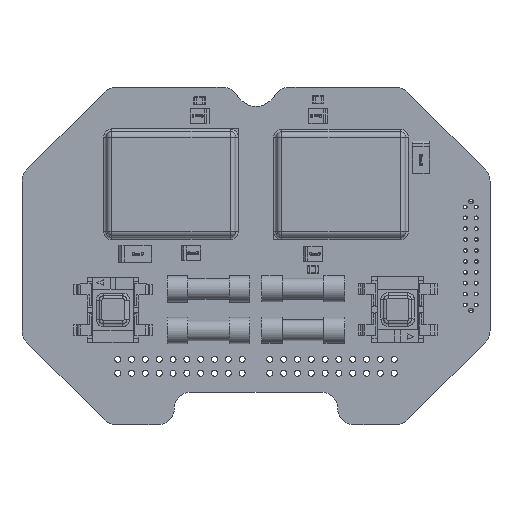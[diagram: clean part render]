
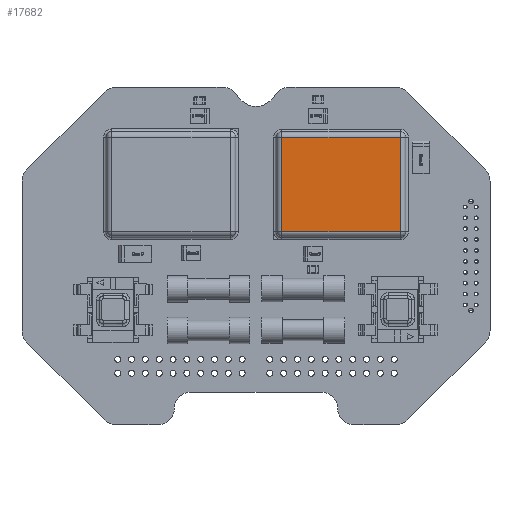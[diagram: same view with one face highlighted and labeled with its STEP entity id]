
A CAD part, top view. The second image highlights one B-rep face of the part: STEP entity #17682.
In plain terms, the highlighted face is planar.
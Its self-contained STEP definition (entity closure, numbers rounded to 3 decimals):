
#17682 = ADVANCED_FACE('',(#17683),#17717,.T.);
#17683 = FACE_BOUND('',#17684,.T.);
#17684 = EDGE_LOOP('',(#17685,#17695,#17703,#17711));
#17685 = ORIENTED_EDGE('',*,*,#17686,.T.);
#17686 = EDGE_CURVE('',#17687,#17689,#17691,.T.);
#17687 = VERTEX_POINT('',#17688);
#17688 = CARTESIAN_POINT('',(1.5,6.98,-1.5));
#17689 = VERTEX_POINT('',#17690);
#17690 = CARTESIAN_POINT('',(23.27,6.98,-1.5));
#17691 = LINE('',#17692,#17693);
#17692 = CARTESIAN_POINT('',(24.27,6.98,-1.5));
#17693 = VECTOR('',#17694,1.);
#17694 = DIRECTION('',(1.,0.,0.));
#17695 = ORIENTED_EDGE('',*,*,#17696,.T.);
#17696 = EDGE_CURVE('',#17689,#17697,#17699,.T.);
#17697 = VERTEX_POINT('',#17698);
#17698 = CARTESIAN_POINT('',(23.27,6.98,-18.82));
#17699 = LINE('',#17700,#17701);
#17700 = CARTESIAN_POINT('',(23.27,6.98,-19.82));
#17701 = VECTOR('',#17702,1.);
#17702 = DIRECTION('',(0.,0.,-1.));
#17703 = ORIENTED_EDGE('',*,*,#17704,.T.);
#17704 = EDGE_CURVE('',#17697,#17705,#17707,.T.);
#17705 = VERTEX_POINT('',#17706);
#17706 = CARTESIAN_POINT('',(1.5,6.98,-18.82));
#17707 = LINE('',#17708,#17709);
#17708 = CARTESIAN_POINT('',(0.5,6.98,-18.82));
#17709 = VECTOR('',#17710,1.);
#17710 = DIRECTION('',(-1.,0.,0.));
#17711 = ORIENTED_EDGE('',*,*,#17712,.T.);
#17712 = EDGE_CURVE('',#17705,#17687,#17713,.T.);
#17713 = LINE('',#17714,#17715);
#17714 = CARTESIAN_POINT('',(1.5,6.98,-0.5));
#17715 = VECTOR('',#17716,1.);
#17716 = DIRECTION('',(0.,0.,1.));
#17717 = PLANE('',#17718);
#17718 = AXIS2_PLACEMENT_3D('',#17719,#17720,#17721);
#17719 = CARTESIAN_POINT('',(0.,6.98,0.));
#17720 = DIRECTION('',(0.,1.,0.));
#17721 = DIRECTION('',(0.,0.,1.));
